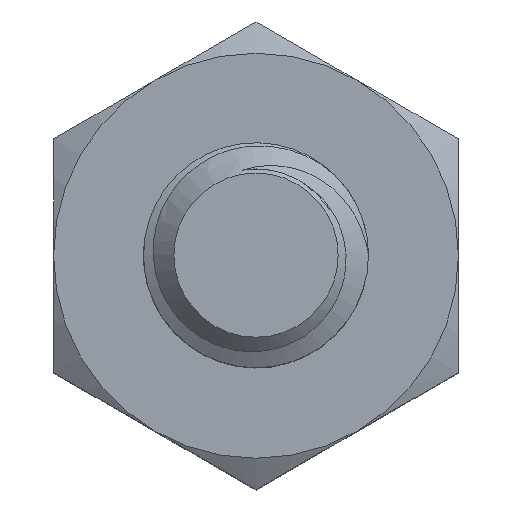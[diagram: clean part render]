
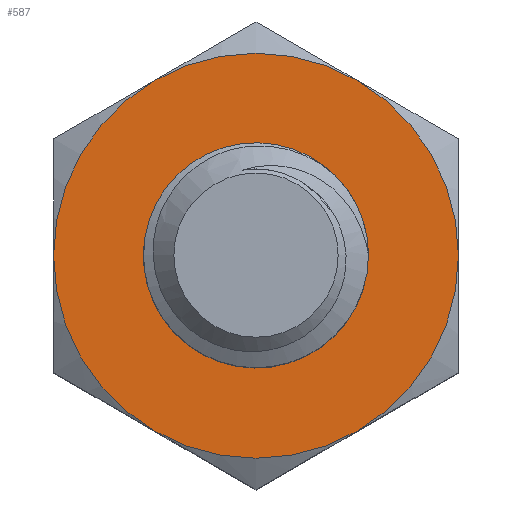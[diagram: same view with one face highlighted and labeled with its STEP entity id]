
A CAD part, top view. The second image highlights one B-rep face of the part: STEP entity #587.
In plain terms, the highlighted face is planar.
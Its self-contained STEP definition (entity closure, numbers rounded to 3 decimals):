
#22=FACE_BOUND('',#126,.T.);
#23=PLANE('',#642);
#91=FACE_OUTER_BOUND('',#125,.T.);
#125=EDGE_LOOP('',(#444,#445,#446,#447,#448,#449));
#126=EDGE_LOOP('',(#450));
#153=CIRCLE('',#637,0.955);
#156=CIRCLE('',#643,2.25);
#157=CIRCLE('',#644,2.25);
#158=CIRCLE('',#645,2.25);
#159=CIRCLE('',#646,2.25);
#160=CIRCLE('',#647,2.25);
#161=CIRCLE('',#648,2.25);
#256=VERTEX_POINT('',#1100);
#263=VERTEX_POINT('',#1176);
#264=VERTEX_POINT('',#1177);
#265=VERTEX_POINT('',#1179);
#266=VERTEX_POINT('',#1181);
#267=VERTEX_POINT('',#1183);
#268=VERTEX_POINT('',#1185);
#326=EDGE_CURVE('',#256,#256,#153,.T.);
#337=EDGE_CURVE('',#263,#264,#156,.T.);
#338=EDGE_CURVE('',#264,#265,#157,.T.);
#339=EDGE_CURVE('',#265,#266,#158,.T.);
#340=EDGE_CURVE('',#266,#267,#159,.T.);
#341=EDGE_CURVE('',#267,#268,#160,.T.);
#342=EDGE_CURVE('',#268,#263,#161,.T.);
#444=ORIENTED_EDGE('',*,*,#337,.T.);
#445=ORIENTED_EDGE('',*,*,#338,.T.);
#446=ORIENTED_EDGE('',*,*,#339,.T.);
#447=ORIENTED_EDGE('',*,*,#340,.T.);
#448=ORIENTED_EDGE('',*,*,#341,.T.);
#449=ORIENTED_EDGE('',*,*,#342,.T.);
#450=ORIENTED_EDGE('',*,*,#326,.T.);
#587=ADVANCED_FACE('',(#91,#22),#23,.T.);
#637=AXIS2_PLACEMENT_3D('',#1101,#709,#710);
#642=AXIS2_PLACEMENT_3D('',#1175,#721,#722);
#643=AXIS2_PLACEMENT_3D('',#1178,#723,#724);
#644=AXIS2_PLACEMENT_3D('',#1180,#725,#726);
#645=AXIS2_PLACEMENT_3D('',#1182,#727,#728);
#646=AXIS2_PLACEMENT_3D('',#1184,#729,#730);
#647=AXIS2_PLACEMENT_3D('',#1186,#731,#732);
#648=AXIS2_PLACEMENT_3D('',#1187,#733,#734);
#709=DIRECTION('center_axis',(-1.,0.,0.));
#710=DIRECTION('ref_axis',(0.,0.,1.));
#721=DIRECTION('center_axis',(1.,0.,0.));
#722=DIRECTION('ref_axis',(0.,0.,-1.));
#723=DIRECTION('center_axis',(1.,0.,0.));
#724=DIRECTION('ref_axis',(0.,0.,-1.));
#725=DIRECTION('center_axis',(1.,0.,0.));
#726=DIRECTION('ref_axis',(0.,0.,-1.));
#727=DIRECTION('center_axis',(1.,0.,0.));
#728=DIRECTION('ref_axis',(0.,0.,-1.));
#729=DIRECTION('center_axis',(1.,0.,0.));
#730=DIRECTION('ref_axis',(0.,0.,-1.));
#731=DIRECTION('center_axis',(1.,0.,0.));
#732=DIRECTION('ref_axis',(0.,0.,-1.));
#733=DIRECTION('center_axis',(1.,0.,0.));
#734=DIRECTION('ref_axis',(0.,0.,-1.));
#1100=CARTESIAN_POINT('',(0.55,0.,-0.955));
#1101=CARTESIAN_POINT('Origin',(0.55,0.,0.));
#1175=CARTESIAN_POINT('Origin',(0.55,2.598,0.));
#1176=CARTESIAN_POINT('',(0.55,-1.949,-1.125));
#1177=CARTESIAN_POINT('',(0.55,0.,-2.25));
#1178=CARTESIAN_POINT('Origin',(0.55,0.,0.));
#1179=CARTESIAN_POINT('',(0.55,1.949,-1.125));
#1180=CARTESIAN_POINT('Origin',(0.55,0.,0.));
#1181=CARTESIAN_POINT('',(0.55,1.949,1.125));
#1182=CARTESIAN_POINT('Origin',(0.55,0.,0.));
#1183=CARTESIAN_POINT('',(0.55,0.,2.25));
#1184=CARTESIAN_POINT('Origin',(0.55,0.,0.));
#1185=CARTESIAN_POINT('',(0.55,-1.949,1.125));
#1186=CARTESIAN_POINT('Origin',(0.55,0.,0.));
#1187=CARTESIAN_POINT('Origin',(0.55,0.,0.));
